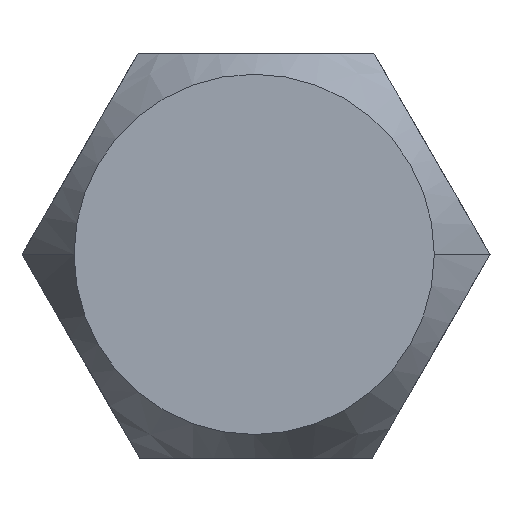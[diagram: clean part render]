
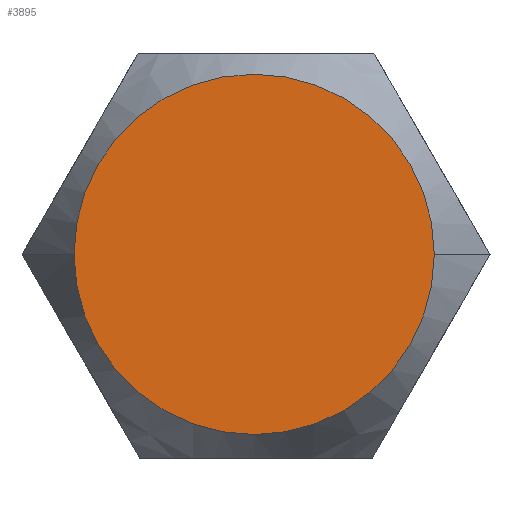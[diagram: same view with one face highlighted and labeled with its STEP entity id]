
A CAD part, front view. The second image highlights one B-rep face of the part: STEP entity #3895.
In plain terms, the highlighted planar face has unit normal (0, -1, 0).
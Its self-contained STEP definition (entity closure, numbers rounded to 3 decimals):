
#125 = ORIENTED_EDGE ( 'NONE', *, *, #4049, .F. ) ;
#195 = EDGE_LOOP ( 'NONE', ( #125, #1560 ) ) ;
#214 = VERTEX_POINT ( 'NONE', #243 ) ;
#225 = CIRCLE ( 'NONE', #1617, 2.8 ) ;
#243 = CARTESIAN_POINT ( 'NONE',  ( 2.8, 0., 0. ) ) ;
#279 = DIRECTION ( 'NONE',  ( 0., 1., 0. ) ) ;
#304 = DIRECTION ( 'NONE',  ( -1., 0., 0. ) ) ;
#321 = FACE_OUTER_BOUND ( 'NONE', #195, .T. ) ;
#449 = DIRECTION ( 'NONE',  ( -1., 0., 0. ) ) ;
#478 = AXIS2_PLACEMENT_3D ( 'NONE', #645, #279, #304 ) ;
#482 = EDGE_CURVE ( 'NONE', #214, #3967, #3644, .T. ) ;
#645 = CARTESIAN_POINT ( 'NONE',  ( 0., 0., 0. ) ) ;
#1560 = ORIENTED_EDGE ( 'NONE', *, *, #482, .F. ) ;
#1617 = AXIS2_PLACEMENT_3D ( 'NONE', #1990, #2300, #449 ) ;
#1903 = CARTESIAN_POINT ( 'NONE',  ( 0.029, 0., 6.3 ) ) ;
#1958 = CARTESIAN_POINT ( 'NONE',  ( -2.8, 0., 0. ) ) ;
#1990 = CARTESIAN_POINT ( 'NONE',  ( 0., 0., 0. ) ) ;
#2252 = DIRECTION ( 'NONE',  ( 1., 0., 0. ) ) ;
#2300 = DIRECTION ( 'NONE',  ( 0., 1., 0. ) ) ;
#2307 = AXIS2_PLACEMENT_3D ( 'NONE', #1903, #3211, #2252 ) ;
#3211 = DIRECTION ( 'NONE',  ( 0., -1., 0. ) ) ;
#3644 = CIRCLE ( 'NONE', #478, 2.8 ) ;
#3793 = PLANE ( 'NONE',  #2307 ) ;
#3895 = ADVANCED_FACE ( 'NONE', ( #321 ), #3793, .T. ) ;
#3967 = VERTEX_POINT ( 'NONE', #1958 ) ;
#4049 = EDGE_CURVE ( 'NONE', #3967, #214, #225, .T. ) ;
